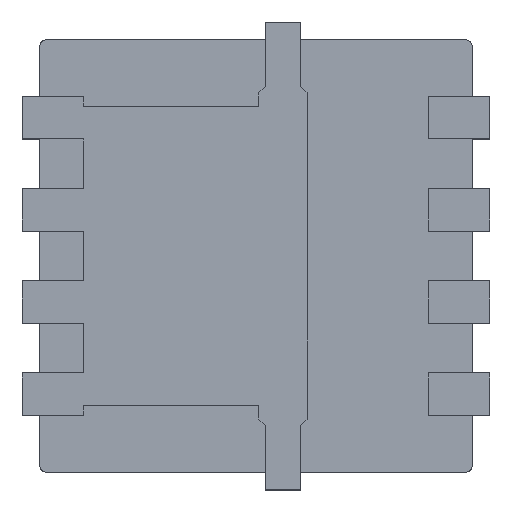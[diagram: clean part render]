
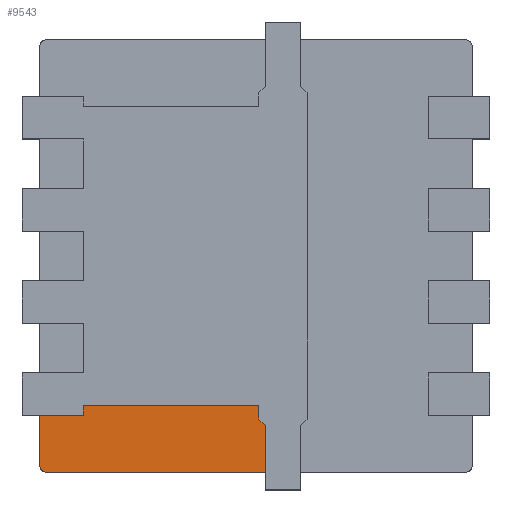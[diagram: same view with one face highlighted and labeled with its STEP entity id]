
A CAD part, top view. The second image highlights one B-rep face of the part: STEP entity #9543.
In plain terms, the highlighted planar face has unit normal (0, 0, 1).
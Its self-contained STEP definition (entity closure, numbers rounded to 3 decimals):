
#46 = ORIENTED_EDGE ( 'NONE', *, *, #5694, .T. ) ;
#341 = LINE ( 'NONE', #3657, #638 ) ;
#470 = LINE ( 'NONE', #5775, #10192 ) ;
#593 = CARTESIAN_POINT ( 'NONE',  ( -1.525, 1.525, 0. ) ) ;
#638 = VECTOR ( 'NONE', #726, 1000. ) ;
#726 = DIRECTION ( 'NONE',  ( -1., 0., 0. ) ) ;
#990 = DIRECTION ( 'NONE',  ( 0., 1., 0. ) ) ;
#1009 = CIRCLE ( 'NONE', #6434, 0.05 ) ;
#1570 = DIRECTION ( 'NONE',  ( 0., 1., 0. ) ) ;
#1583 = DIRECTION ( 'NONE',  ( -0.707, 0.707, 0. ) ) ;
#1692 = VERTEX_POINT ( 'NONE', #7960 ) ;
#1930 = CARTESIAN_POINT ( 'NONE',  ( -1.22, -1.055, 0. ) ) ;
#2295 = CARTESIAN_POINT ( 'NONE',  ( 0.02, -1.055, 0. ) ) ;
#2451 = ORIENTED_EDGE ( 'NONE', *, *, #4376, .F. ) ;
#2499 = CARTESIAN_POINT ( 'NONE',  ( -1.525, -1.475, 0. ) ) ;
#2671 = DIRECTION ( 'NONE',  ( 1., 0., 0. ) ) ;
#2730 = VECTOR ( 'NONE', #1583, 1000. ) ;
#2807 = DIRECTION ( 'NONE',  ( 0., 1., 0. ) ) ;
#3317 = VECTOR ( 'NONE', #1570, 1000. ) ;
#3377 = CARTESIAN_POINT ( 'NONE',  ( -1.475, -1.525, 0. ) ) ;
#3632 = LINE ( 'NONE', #10025, #2730 ) ;
#3657 = CARTESIAN_POINT ( 'NONE',  ( -1.525, -1.525, 0. ) ) ;
#3780 = DIRECTION ( 'NONE',  ( -1., 0., 0. ) ) ;
#4132 = VECTOR ( 'NONE', #8781, 1000. ) ;
#4376 = EDGE_CURVE ( 'NONE', #5082, #9069, #1009, .T. ) ;
#4730 = ORIENTED_EDGE ( 'NONE', *, *, #5231, .F. ) ;
#4931 = VERTEX_POINT ( 'NONE', #2295 ) ;
#5082 = VERTEX_POINT ( 'NONE', #3377 ) ;
#5110 = ORIENTED_EDGE ( 'NONE', *, *, #10308, .T. ) ;
#5231 = EDGE_CURVE ( 'NONE', #7605, #5082, #341, .T. ) ;
#5263 = ORIENTED_EDGE ( 'NONE', *, *, #7875, .F. ) ;
#5332 = LINE ( 'NONE', #8451, #11972 ) ;
#5626 = EDGE_LOOP ( 'NONE', ( #7158, #9957, #10512, #5263, #2451, #4730, #46, #5110, #9429 ) ) ;
#5694 = EDGE_CURVE ( 'NONE', #7605, #1692, #5332, .T. ) ;
#5775 = CARTESIAN_POINT ( 'NONE',  ( -1.22, 0., 0. ) ) ;
#6434 = AXIS2_PLACEMENT_3D ( 'NONE', #8782, #7574, #7493 ) ;
#6797 = EDGE_CURVE ( 'NONE', #6979, #11585, #7204, .T. ) ;
#6979 = VERTEX_POINT ( 'NONE', #9894 ) ;
#7158 = ORIENTED_EDGE ( 'NONE', *, *, #10644, .T. ) ;
#7204 = LINE ( 'NONE', #10663, #4132 ) ;
#7493 = DIRECTION ( 'NONE',  ( -1., 0., 0. ) ) ;
#7574 = DIRECTION ( 'NONE',  ( 0., 0., -1. ) ) ;
#7596 = VECTOR ( 'NONE', #3780, 1000. ) ;
#7605 = VERTEX_POINT ( 'NONE', #8581 ) ;
#7873 = VERTEX_POINT ( 'NONE', #9057 ) ;
#7875 = EDGE_CURVE ( 'NONE', #9069, #11585, #8755, .T. ) ;
#7960 = CARTESIAN_POINT ( 'NONE',  ( 0.065, -1.195, 0. ) ) ;
#7962 = AXIS2_PLACEMENT_3D ( 'NONE', #9419, #12177, #2671 ) ;
#8451 = CARTESIAN_POINT ( 'NONE',  ( 0.065, 0., 0. ) ) ;
#8562 = DIRECTION ( 'NONE',  ( 0., -1., 0. ) ) ;
#8581 = CARTESIAN_POINT ( 'NONE',  ( 0.065, -1.525, 0. ) ) ;
#8611 = EDGE_CURVE ( 'NONE', #9532, #6979, #470, .T. ) ;
#8755 = LINE ( 'NONE', #593, #3317 ) ;
#8781 = DIRECTION ( 'NONE',  ( -1., 0., 0. ) ) ;
#8782 = CARTESIAN_POINT ( 'NONE',  ( -1.475, -1.475, 0. ) ) ;
#8888 = LINE ( 'NONE', #11240, #11984 ) ;
#9057 = CARTESIAN_POINT ( 'NONE',  ( 0.02, -1.15, 0. ) ) ;
#9069 = VERTEX_POINT ( 'NONE', #2499 ) ;
#9419 = CARTESIAN_POINT ( 'NONE',  ( 0., 0., 0. ) ) ;
#9429 = ORIENTED_EDGE ( 'NONE', *, *, #11066, .T. ) ;
#9532 = VERTEX_POINT ( 'NONE', #1930 ) ;
#9543 = ADVANCED_FACE ( 'NONE', ( #11326 ), #11227, .T. ) ;
#9795 = LINE ( 'NONE', #10326, #7596 ) ;
#9894 = CARTESIAN_POINT ( 'NONE',  ( -1.22, -1.125, 0. ) ) ;
#9957 = ORIENTED_EDGE ( 'NONE', *, *, #8611, .T. ) ;
#10025 = CARTESIAN_POINT ( 'NONE',  ( 0.065, -1.195, 0. ) ) ;
#10192 = VECTOR ( 'NONE', #8562, 1000. ) ;
#10308 = EDGE_CURVE ( 'NONE', #1692, #7873, #3632, .T. ) ;
#10326 = CARTESIAN_POINT ( 'NONE',  ( 0., -1.055, 0. ) ) ;
#10512 = ORIENTED_EDGE ( 'NONE', *, *, #6797, .T. ) ;
#10644 = EDGE_CURVE ( 'NONE', #4931, #9532, #9795, .T. ) ;
#10663 = CARTESIAN_POINT ( 'NONE',  ( 0., -1.125, 0. ) ) ;
#11066 = EDGE_CURVE ( 'NONE', #7873, #4931, #8888, .T. ) ;
#11227 = PLANE ( 'NONE',  #7962 ) ;
#11240 = CARTESIAN_POINT ( 'NONE',  ( 0.02, 0., 0. ) ) ;
#11326 = FACE_OUTER_BOUND ( 'NONE', #5626, .T. ) ;
#11584 = CARTESIAN_POINT ( 'NONE',  ( -1.525, -1.125, 0. ) ) ;
#11585 = VERTEX_POINT ( 'NONE', #11584 ) ;
#11972 = VECTOR ( 'NONE', #2807, 1000. ) ;
#11984 = VECTOR ( 'NONE', #990, 1000. ) ;
#12177 = DIRECTION ( 'NONE',  ( 0., 0., 1. ) ) ;
